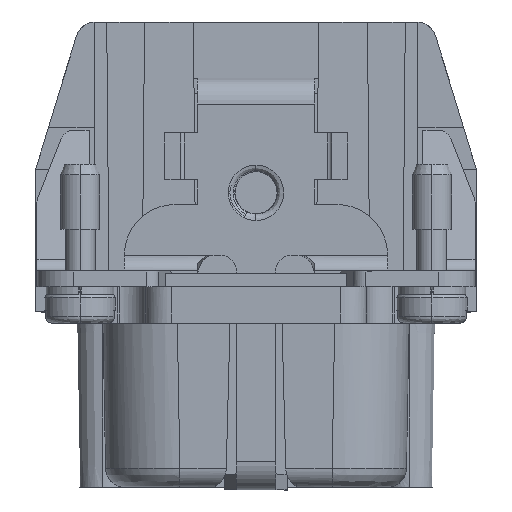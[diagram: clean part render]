
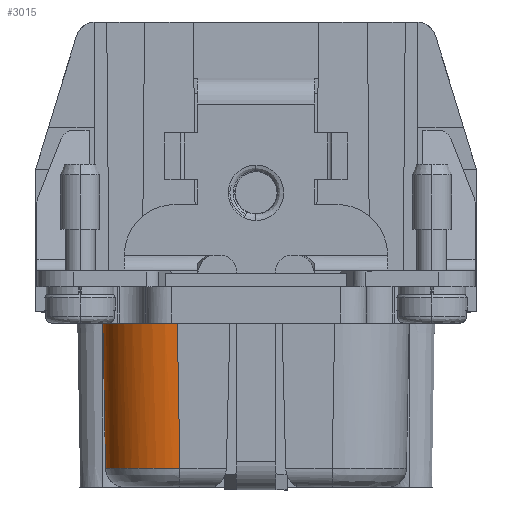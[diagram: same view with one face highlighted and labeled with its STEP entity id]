
A CAD part, left-side view. The second image highlights one B-rep face of the part: STEP entity #3015.
In plain terms, the highlighted cylindrical face has radius 5.7 mm (diameter 11.4 mm), a partial arc.
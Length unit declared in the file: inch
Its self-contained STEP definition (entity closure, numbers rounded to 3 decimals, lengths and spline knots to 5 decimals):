
#424 = VERTEX_POINT ( 'NONE', #4116 ) ;
#1838 =( BOUNDED_CURVE ( )  B_SPLINE_CURVE ( 3, ( #11643, #15863, #26623, #31073 ),
 .UNSPECIFIED., .F., .T. ) 
 B_SPLINE_CURVE_WITH_KNOTS ( ( 4, 4 ),
 ( 5.49794, 6.65985 ),
 .UNSPECIFIED. ) 
 CURVE ( )  GEOMETRIC_REPRESENTATION_ITEM ( )  RATIONAL_B_SPLINE_CURVE ( ( 1., 0.891, 0.891, 1. ) ) 
 REPRESENTATION_ITEM ( '' )  );
#2023 = EDGE_CURVE ( 'NONE', #44820, #24530, #20072, .T. ) ;
#2967 = DIRECTION ( 'NONE',  ( -0.017, 0.017, 1. ) ) ;
#3015 = ADVANCED_FACE ( 'NONE', ( #18939 ), #26922, .T. ) ;
#3463 = CARTESIAN_POINT ( 'NONE',  ( -1.17119, 0.36784, -0.43853 ) ) ;
#3923 = CARTESIAN_POINT ( 'NONE',  ( -1.2241, 0.23792, 0.01799 ) ) ;
#3949 = CARTESIAN_POINT ( 'NONE',  ( -1.2103, 0.28869, -0.4383 ) ) ;
#4116 = CARTESIAN_POINT ( 'NONE',  ( -1.22379, 0.2376, 0. ) ) ;
#5224 = CARTESIAN_POINT ( 'NONE',  ( -1.08858, 0.44439, 0.03543 ) ) ;
#6297 = DIRECTION ( 'NONE',  ( 0.017, -0.017, -1. ) ) ;
#6847 = CARTESIAN_POINT ( 'NONE',  ( -1.03059, 0.4626, 0.03543 ) ) ;
#7714 = CARTESIAN_POINT ( 'NONE',  ( -1.21614, 0.22996, -0.43804 ) ) ;
#9373 = VERTEX_POINT ( 'NONE', #45373 ) ;
#9557 = ORIENTED_EDGE ( 'NONE', *, *, #36523, .T. ) ;
#10959 = CARTESIAN_POINT ( 'NONE',  ( -1.12966, 0.40938, -0.43853 ) ) ;
#11643 = CARTESIAN_POINT ( 'NONE',  ( -1.22379, 0.2376, 0. ) ) ;
#12692 =( BOUNDED_CURVE ( )  B_SPLINE_CURVE ( 3, ( #46433, #39426, #31191, #5224 ),
 .UNSPECIFIED., .F., .T. ) 
 B_SPLINE_CURVE_WITH_KNOTS ( ( 4, 4 ),
 ( 4.30381, 4.30681 ),
 .UNSPECIFIED. ) 
 CURVE ( )  GEOMETRIC_REPRESENTATION_ITEM ( )  RATIONAL_B_SPLINE_CURVE ( ( 1., 1., 1., 1. ) ) 
 REPRESENTATION_ITEM ( '' )  );
#13922 = B_SPLINE_CURVE_WITH_KNOTS ( 'NONE', 3,
 ( #34161, #33425, #29673, #29926, #10959, #3463, #33923, #3949, #38158, #7714 ),
 .UNSPECIFIED., .F., .F.,
 ( 4, 2, 2, 2, 4 ),
 ( 0., 0.25, 0.5, 0.75, 1. ),
 .UNSPECIFIED. ) ;
#15801 = VECTOR ( 'NONE', #45894, 39.37008 ) ;
#15863 = CARTESIAN_POINT ( 'NONE',  ( -1.22379, 0.32981, 0. ) ) ;
#16271 = AXIS2_PLACEMENT_3D ( 'NONE', #30411, #2967, #38155 ) ;
#18939 = FACE_OUTER_BOUND ( 'NONE', #45318, .T. ) ;
#20072 =( BOUNDED_CURVE ( )  B_SPLINE_CURVE ( 3, ( #41054, #6847, #31868, #36369 ),
 .UNSPECIFIED., .F., .T. ) 
 B_SPLINE_CURVE_WITH_KNOTS ( ( 4, 4 ),
 ( 5.49794, 5.90352 ),
 .UNSPECIFIED. ) 
 CURVE ( )  GEOMETRIC_REPRESENTATION_ITEM ( )  RATIONAL_B_SPLINE_CURVE ( ( 1., 0.986, 0.986, 1. ) ) 
 REPRESENTATION_ITEM ( '' )  );
#20829 = VECTOR ( 'NONE', #6297, 39.37008 ) ;
#20855 = VERTEX_POINT ( 'NONE', #34193 ) ;
#22032 = CARTESIAN_POINT ( 'NONE',  ( -0.99973, 0.46229, 0.01799 ) ) ;
#22540 = EDGE_CURVE ( 'NONE', #424, #9373, #1838, .T. ) ;
#24530 = VERTEX_POINT ( 'NONE', #46380 ) ;
#25465 = ORIENTED_EDGE ( 'NONE', *, *, #22540, .T. ) ;
#26027 = LINE ( 'NONE', #22032, #20829 ) ;
#26623 = CARTESIAN_POINT ( 'NONE',  ( -1.17319, 0.40687, 0. ) ) ;
#26922 = CYLINDRICAL_SURFACE ( 'NONE', #16271, 0.22441 ) ;
#27498 = ORIENTED_EDGE ( 'NONE', *, *, #29468, .T. ) ;
#29468 = EDGE_CURVE ( 'NONE', #36064, #424, #30389, .T. ) ;
#29673 = CARTESIAN_POINT ( 'NONE',  ( -1.0505, 0.44849, -0.4383 ) ) ;
#29926 = CARTESIAN_POINT ( 'NONE',  ( -1.10477, 0.42601, -0.43848 ) ) ;
#30389 = LINE ( 'NONE', #3923, #15801 ) ;
#30411 = CARTESIAN_POINT ( 'NONE',  ( -0.99973, 0.23792, 0.0219 ) ) ;
#31073 = CARTESIAN_POINT ( 'NONE',  ( -1.08858, 0.44351, 0. ) ) ;
#31191 = CARTESIAN_POINT ( 'NONE',  ( -1.08858, 0.4441, 0.02361 ) ) ;
#31868 = CARTESIAN_POINT ( 'NONE',  ( -1.06051, 0.45645, 0.03543 ) ) ;
#33425 = CARTESIAN_POINT ( 'NONE',  ( -1.02114, 0.45433, -0.43817 ) ) ;
#33531 = ORIENTED_EDGE ( 'NONE', *, *, #49170, .T. ) ;
#33923 = CARTESIAN_POINT ( 'NONE',  ( -1.18782, 0.34296, -0.43848 ) ) ;
#34161 = CARTESIAN_POINT ( 'NONE',  ( -0.99177, 0.45433, -0.43804 ) ) ;
#34193 = CARTESIAN_POINT ( 'NONE',  ( -0.99177, 0.45433, -0.43804 ) ) ;
#35269 = EDGE_CURVE ( 'NONE', #20855, #36064, #13922, .T. ) ;
#35572 = CARTESIAN_POINT ( 'NONE',  ( -1.21614, 0.22996, -0.43804 ) ) ;
#36064 = VERTEX_POINT ( 'NONE', #35572 ) ;
#36369 = CARTESIAN_POINT ( 'NONE',  ( -1.08858, 0.44439, 0.03543 ) ) ;
#36523 = EDGE_CURVE ( 'NONE', #44820, #20855, #26027, .T. ) ;
#38155 = DIRECTION ( 'NONE',  ( 1., 0., 0.017 ) ) ;
#38158 = CARTESIAN_POINT ( 'NONE',  ( -1.21614, 0.25933, -0.43817 ) ) ;
#39426 = CARTESIAN_POINT ( 'NONE',  ( -1.08858, 0.4438, 0.0118 ) ) ;
#41054 = CARTESIAN_POINT ( 'NONE',  ( -1.00003, 0.4626, 0.03543 ) ) ;
#43437 = ORIENTED_EDGE ( 'NONE', *, *, #35269, .T. ) ;
#44820 = VERTEX_POINT ( 'NONE', #46658 ) ;
#45318 = EDGE_LOOP ( 'NONE', ( #33531, #46477, #9557, #43437, #27498, #25465 ) ) ;
#45373 = CARTESIAN_POINT ( 'NONE',  ( -1.08858, 0.44351, 0. ) ) ;
#45894 = DIRECTION ( 'NONE',  ( -0.017, 0.017, 1. ) ) ;
#46380 = CARTESIAN_POINT ( 'NONE',  ( -1.08858, 0.44439, 0.03543 ) ) ;
#46433 = CARTESIAN_POINT ( 'NONE',  ( -1.08858, 0.44351, 0. ) ) ;
#46477 = ORIENTED_EDGE ( 'NONE', *, *, #2023, .F. ) ;
#46658 = CARTESIAN_POINT ( 'NONE',  ( -1.00003, 0.4626, 0.03543 ) ) ;
#49170 = EDGE_CURVE ( 'NONE', #9373, #24530, #12692, .T. ) ;
